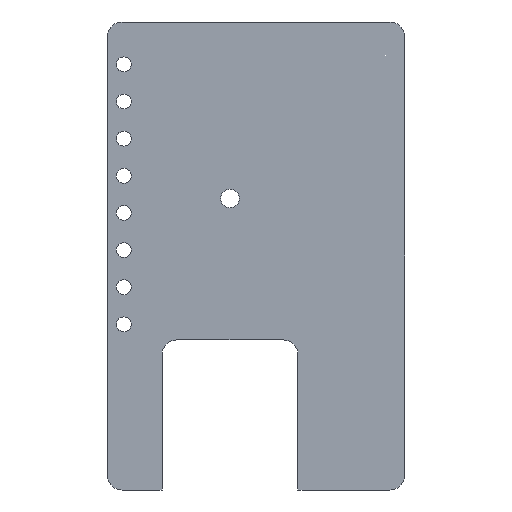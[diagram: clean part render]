
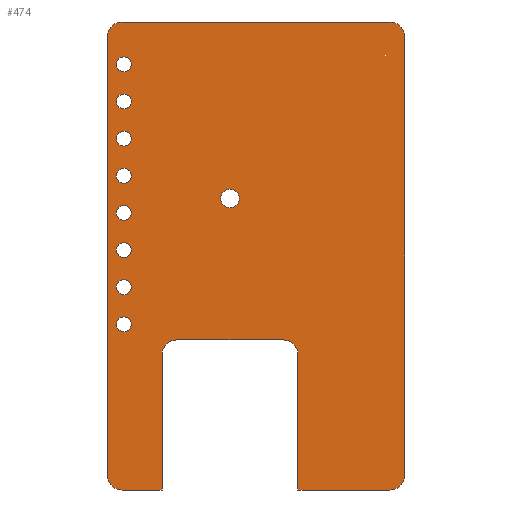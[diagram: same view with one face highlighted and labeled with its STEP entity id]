
A CAD part, front view. The second image highlights one B-rep face of the part: STEP entity #474.
In plain terms, the highlighted planar face has unit normal (0, -1, 0).
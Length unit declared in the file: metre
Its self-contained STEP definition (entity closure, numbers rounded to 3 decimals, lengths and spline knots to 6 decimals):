
#12=CIRCLE('',#503,0.001);
#14=CIRCLE('',#506,0.001);
#16=CIRCLE('',#509,0.001);
#18=CIRCLE('',#512,0.001);
#20=CIRCLE('',#515,0.001);
#22=CIRCLE('',#518,0.001);
#24=CIRCLE('',#521,0.001);
#26=CIRCLE('',#524,0.001);
#28=CIRCLE('',#528,0.00125);
#30=CIRCLE('',#531,0.002);
#31=CIRCLE('',#532,0.002);
#32=CIRCLE('',#533,0.002);
#33=CIRCLE('',#534,0.002);
#34=CIRCLE('',#535,0.002);
#35=CIRCLE('',#536,0.002);
#107=ORIENTED_EDGE('',*,*,#221,.F.);
#108=ORIENTED_EDGE('',*,*,#225,.T.);
#109=ORIENTED_EDGE('',*,*,#177,.F.);
#110=ORIENTED_EDGE('',*,*,#226,.T.);
#111=ORIENTED_EDGE('',*,*,#181,.T.);
#112=ORIENTED_EDGE('',*,*,#187,.T.);
#113=ORIENTED_EDGE('',*,*,#227,.T.);
#114=ORIENTED_EDGE('',*,*,#190,.T.);
#115=ORIENTED_EDGE('',*,*,#228,.T.);
#116=ORIENTED_EDGE('',*,*,#192,.T.);
#117=ORIENTED_EDGE('',*,*,#198,.T.);
#118=ORIENTED_EDGE('',*,*,#229,.T.);
#119=ORIENTED_EDGE('',*,*,#201,.T.);
#120=ORIENTED_EDGE('',*,*,#230,.T.);
#121=ORIENTED_EDGE('',*,*,#217,.F.);
#122=ORIENTED_EDGE('',*,*,#215,.F.);
#123=ORIENTED_EDGE('',*,*,#213,.F.);
#124=ORIENTED_EDGE('',*,*,#211,.F.);
#125=ORIENTED_EDGE('',*,*,#209,.F.);
#126=ORIENTED_EDGE('',*,*,#207,.F.);
#127=ORIENTED_EDGE('',*,*,#205,.F.);
#128=ORIENTED_EDGE('',*,*,#203,.F.);
#129=ORIENTED_EDGE('',*,*,#223,.F.);
#177=EDGE_CURVE('',#237,#238,#283,.T.);
#181=EDGE_CURVE('',#241,#242,#287,.T.);
#187=EDGE_CURVE('',#242,#246,#293,.T.);
#190=EDGE_CURVE('',#250,#249,#296,.T.);
#192=EDGE_CURVE('',#251,#252,#298,.T.);
#198=EDGE_CURVE('',#252,#256,#304,.T.);
#201=EDGE_CURVE('',#260,#259,#307,.T.);
#203=EDGE_CURVE('',#261,#261,#12,.T.);
#205=EDGE_CURVE('',#263,#263,#14,.T.);
#207=EDGE_CURVE('',#265,#265,#16,.T.);
#209=EDGE_CURVE('',#267,#267,#18,.T.);
#211=EDGE_CURVE('',#269,#269,#20,.T.);
#213=EDGE_CURVE('',#271,#271,#22,.T.);
#215=EDGE_CURVE('',#273,#273,#24,.T.);
#217=EDGE_CURVE('',#275,#275,#26,.T.);
#221=EDGE_CURVE('',#279,#280,#311,.T.);
#223=EDGE_CURVE('',#281,#281,#28,.T.);
#225=EDGE_CURVE('',#279,#238,#30,.T.);
#226=EDGE_CURVE('',#237,#241,#31,.T.);
#227=EDGE_CURVE('',#246,#250,#32,.F.);
#228=EDGE_CURVE('',#249,#251,#33,.F.);
#229=EDGE_CURVE('',#256,#260,#34,.T.);
#230=EDGE_CURVE('',#259,#280,#35,.T.);
#237=VERTEX_POINT('',#695);
#238=VERTEX_POINT('',#696);
#241=VERTEX_POINT('',#704);
#242=VERTEX_POINT('',#705);
#246=VERTEX_POINT('',#715);
#249=VERTEX_POINT('',#722);
#250=VERTEX_POINT('',#724);
#251=VERTEX_POINT('',#728);
#252=VERTEX_POINT('',#729);
#256=VERTEX_POINT('',#739);
#259=VERTEX_POINT('',#746);
#260=VERTEX_POINT('',#748);
#261=VERTEX_POINT('',#752);
#263=VERTEX_POINT('',#757);
#265=VERTEX_POINT('',#762);
#267=VERTEX_POINT('',#767);
#269=VERTEX_POINT('',#772);
#271=VERTEX_POINT('',#777);
#273=VERTEX_POINT('',#782);
#275=VERTEX_POINT('',#787);
#279=VERTEX_POINT('',#795);
#280=VERTEX_POINT('',#797);
#281=VERTEX_POINT('',#801);
#283=LINE('',#694,#313);
#287=LINE('',#703,#317);
#293=LINE('',#716,#323);
#296=LINE('',#723,#326);
#298=LINE('',#727,#328);
#304=LINE('',#740,#334);
#307=LINE('',#747,#337);
#311=LINE('',#796,#341);
#313=VECTOR('',#554,1.);
#317=VECTOR('',#560,1.);
#323=VECTOR('',#568,1.);
#326=VECTOR('',#573,1.);
#328=VECTOR('',#577,1.);
#334=VECTOR('',#585,1.);
#337=VECTOR('',#590,1.);
#341=VECTOR('',#644,1.);
#369=EDGE_LOOP('',(#107,#108,#109,#110,#111,#112,#113,#114,#115,#116,#117,
#118,#119,#120));
#370=EDGE_LOOP('',(#121));
#371=EDGE_LOOP('',(#122));
#372=EDGE_LOOP('',(#123));
#373=EDGE_LOOP('',(#124));
#374=EDGE_LOOP('',(#125));
#375=EDGE_LOOP('',(#126));
#376=EDGE_LOOP('',(#127));
#377=EDGE_LOOP('',(#128));
#378=EDGE_LOOP('',(#129));
#421=FACE_BOUND('',#369,.T.);
#422=FACE_BOUND('',#370,.T.);
#423=FACE_BOUND('',#371,.T.);
#424=FACE_BOUND('',#372,.T.);
#425=FACE_BOUND('',#373,.T.);
#426=FACE_BOUND('',#374,.T.);
#427=FACE_BOUND('',#375,.T.);
#428=FACE_BOUND('',#376,.T.);
#429=FACE_BOUND('',#377,.T.);
#430=FACE_BOUND('',#378,.T.);
#455=PLANE('',#530);
#474=ADVANCED_FACE('',(#421,#422,#423,#424,#425,#426,#427,#428,#429,#430),
#455,.T.);
#503=AXIS2_PLACEMENT_3D('',#751,#594,#595);
#506=AXIS2_PLACEMENT_3D('',#756,#600,#601);
#509=AXIS2_PLACEMENT_3D('',#761,#606,#607);
#512=AXIS2_PLACEMENT_3D('',#766,#612,#613);
#515=AXIS2_PLACEMENT_3D('',#771,#618,#619);
#518=AXIS2_PLACEMENT_3D('',#776,#624,#625);
#521=AXIS2_PLACEMENT_3D('',#781,#630,#631);
#524=AXIS2_PLACEMENT_3D('',#786,#636,#637);
#528=AXIS2_PLACEMENT_3D('',#800,#648,#649);
#530=AXIS2_PLACEMENT_3D('',#804,#652,#653);
#531=AXIS2_PLACEMENT_3D('',#805,#654,#655);
#532=AXIS2_PLACEMENT_3D('',#806,#656,#657);
#533=AXIS2_PLACEMENT_3D('',#807,#658,#659);
#534=AXIS2_PLACEMENT_3D('',#808,#660,#661);
#535=AXIS2_PLACEMENT_3D('',#809,#662,#663);
#536=AXIS2_PLACEMENT_3D('',#810,#664,#665);
#554=DIRECTION('',(0.,0.,1.));
#560=DIRECTION('',(1.,0.,0.));
#568=DIRECTION('',(0.,0.,1.));
#573=DIRECTION('',(1.,0.,0.));
#577=DIRECTION('',(0.,0.,-1.));
#585=DIRECTION('',(1.,0.,0.));
#590=DIRECTION('',(0.,0.,1.));
#594=DIRECTION('',(0.,-1.,0.));
#595=DIRECTION('',(0.,0.,-1.));
#600=DIRECTION('',(0.,-1.,0.));
#601=DIRECTION('',(0.,0.,-1.));
#606=DIRECTION('',(0.,-1.,0.));
#607=DIRECTION('',(0.,0.,-1.));
#612=DIRECTION('',(0.,-1.,0.));
#613=DIRECTION('',(0.,0.,-1.));
#618=DIRECTION('',(0.,-1.,0.));
#619=DIRECTION('',(0.,0.,-1.));
#624=DIRECTION('',(0.,-1.,0.));
#625=DIRECTION('',(0.,0.,-1.));
#630=DIRECTION('',(0.,-1.,0.));
#631=DIRECTION('',(0.,0.,-1.));
#636=DIRECTION('',(0.,-1.,0.));
#637=DIRECTION('',(0.,0.,-1.));
#644=DIRECTION('',(1.,0.,0.));
#648=DIRECTION('',(0.,-1.,0.));
#649=DIRECTION('',(0.,0.,-1.));
#652=DIRECTION('',(0.,-1.,0.));
#653=DIRECTION('',(1.,0.,0.));
#654=DIRECTION('',(0.,-1.,0.));
#655=DIRECTION('',(0.,0.,-1.));
#656=DIRECTION('',(0.,-1.,0.));
#657=DIRECTION('',(0.,0.,-1.));
#658=DIRECTION('',(0.,-1.,0.));
#659=DIRECTION('',(0.,0.,-1.));
#660=DIRECTION('',(0.,-1.,0.));
#661=DIRECTION('',(0.,0.,-1.));
#662=DIRECTION('',(0.,-1.,0.));
#663=DIRECTION('',(0.,0.,-1.));
#664=DIRECTION('',(0.,-1.,0.));
#665=DIRECTION('',(0.,0.,-1.));
#694=CARTESIAN_POINT('',(-0.0165,-0.0012,-0.00775));
#695=CARTESIAN_POINT('',(-0.0165,-0.0012,-0.03725));
#696=CARTESIAN_POINT('',(-0.0165,-0.0012,0.02175));
#703=CARTESIAN_POINT('',(-0.012825,-0.0012,-0.03925));
#704=CARTESIAN_POINT('',(-0.0145,-0.0012,-0.03925));
#705=CARTESIAN_POINT('',(-0.00915,-0.0012,-0.03925));
#715=CARTESIAN_POINT('',(-0.00915,-0.0012,-0.02105));
#716=CARTESIAN_POINT('',(-0.00915,-0.0012,-0.02915));
#722=CARTESIAN_POINT('',(0.00715,-0.0012,-0.01905));
#723=CARTESIAN_POINT('',(0.,-0.0012,-0.01905));
#724=CARTESIAN_POINT('',(-0.00715,-0.0012,-0.01905));
#727=CARTESIAN_POINT('',(0.00915,-0.0012,-0.02915));
#728=CARTESIAN_POINT('',(0.00915,-0.0012,-0.02105));
#729=CARTESIAN_POINT('',(0.00915,-0.0012,-0.03925));
#739=CARTESIAN_POINT('',(0.0215,-0.0012,-0.03925));
#740=CARTESIAN_POINT('',(0.016325,-0.0012,-0.03925));
#746=CARTESIAN_POINT('',(0.0235,-0.0012,0.02175));
#747=CARTESIAN_POINT('',(0.0235,-0.0012,-0.00775));
#748=CARTESIAN_POINT('',(0.0235,-0.0012,-0.03725));
#751=CARTESIAN_POINT('',(-0.0143,-0.0012,0.01805));
#752=CARTESIAN_POINT('',(-0.0143,-0.0012,0.01705));
#756=CARTESIAN_POINT('',(-0.0143,-0.0012,0.01305));
#757=CARTESIAN_POINT('',(-0.0143,-0.0012,0.01205));
#761=CARTESIAN_POINT('',(-0.0143,-0.0012,0.00805));
#762=CARTESIAN_POINT('',(-0.0143,-0.0012,0.00705));
#766=CARTESIAN_POINT('',(-0.0143,-0.0012,0.00305));
#767=CARTESIAN_POINT('',(-0.0143,-0.0012,0.00205));
#771=CARTESIAN_POINT('',(-0.0143,-0.0012,-0.00195));
#772=CARTESIAN_POINT('',(-0.0143,-0.0012,-0.00295));
#776=CARTESIAN_POINT('',(-0.0143,-0.0012,-0.00695));
#777=CARTESIAN_POINT('',(-0.0143,-0.0012,-0.00795));
#781=CARTESIAN_POINT('',(-0.0143,-0.0012,-0.01195));
#782=CARTESIAN_POINT('',(-0.0143,-0.0012,-0.01295));
#786=CARTESIAN_POINT('',(-0.0143,-0.0012,-0.01695));
#787=CARTESIAN_POINT('',(-0.0143,-0.0012,-0.01795));
#795=CARTESIAN_POINT('',(-0.0145,-0.0012,0.02375));
#796=CARTESIAN_POINT('',(0.0035,-0.0012,0.02375));
#797=CARTESIAN_POINT('',(0.0215,-0.0012,0.02375));
#800=CARTESIAN_POINT('',(0.,-0.0012,0.));
#801=CARTESIAN_POINT('',(0.,-0.0012,-0.00125));
#804=CARTESIAN_POINT('',(0.,-0.0012,0.));
#805=CARTESIAN_POINT('',(-0.0145,-0.0012,0.02175));
#806=CARTESIAN_POINT('',(-0.0145,-0.0012,-0.03725));
#807=CARTESIAN_POINT('',(-0.00715,-0.0012,-0.02105));
#808=CARTESIAN_POINT('',(0.00715,-0.0012,-0.02105));
#809=CARTESIAN_POINT('',(0.0215,-0.0012,-0.03725));
#810=CARTESIAN_POINT('',(0.0215,-0.0012,0.02175));
